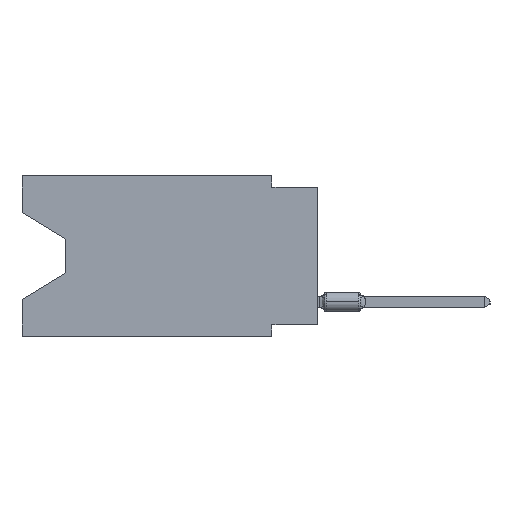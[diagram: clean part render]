
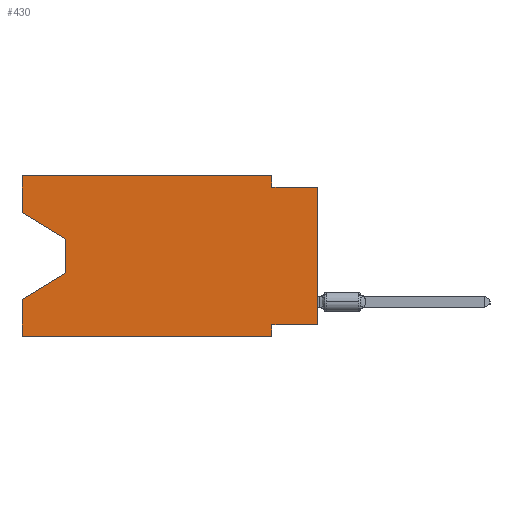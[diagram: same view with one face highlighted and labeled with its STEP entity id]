
A CAD part, left-side view. The second image highlights one B-rep face of the part: STEP entity #430.
In plain terms, the highlighted planar face has unit normal (-1, 0, 0).
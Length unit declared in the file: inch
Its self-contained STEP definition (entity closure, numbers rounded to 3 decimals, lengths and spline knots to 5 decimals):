
#252 = FACE_OUTER_BOUND ( 'NONE', #2366, .T. ) ;
#430 = ADVANCED_FACE ( 'NONE', ( #252 ), #22079, .F. ) ;
#1289 = CARTESIAN_POINT ( 'NONE',  ( 0., 0.1, -0.325 ) ) ;
#2016 = LINE ( 'NONE', #39596, #26676 ) ;
#2366 = EDGE_LOOP ( 'NONE', ( #61641, #14444, #10668, #45360, #13610, #55072, #53044, #14026, #4287, #38809, #61769, #34736 ) ) ;
#2949 = VERTEX_POINT ( 'NONE', #1289 ) ;
#3634 = VECTOR ( 'NONE', #52910, 39.37008 ) ;
#4287 = ORIENTED_EDGE ( 'NONE', *, *, #29298, .F. ) ;
#5073 = LINE ( 'NONE', #26896, #27381 ) ;
#5786 = LINE ( 'NONE', #59092, #57139 ) ;
#6736 = CARTESIAN_POINT ( 'NONE',  ( 0., 0.1, -0.025 ) ) ;
#7040 = VECTOR ( 'NONE', #63333, 39.37008 ) ;
#7723 = DIRECTION ( 'NONE',  ( 1., 0., 0. ) ) ;
#10668 = ORIENTED_EDGE ( 'NONE', *, *, #26718, .T. ) ;
#10782 = VERTEX_POINT ( 'NONE', #6736 ) ;
#11462 = LINE ( 'NONE', #55787, #57147 ) ;
#12558 = CARTESIAN_POINT ( 'NONE',  ( 0., 0.645, 0. ) ) ;
#13610 = ORIENTED_EDGE ( 'NONE', *, *, #67851, .T. ) ;
#13779 = LINE ( 'NONE', #63457, #28262 ) ;
#13960 = EDGE_CURVE ( 'NONE', #42483, #21375, #30375, .T. ) ;
#14026 = ORIENTED_EDGE ( 'NONE', *, *, #52943, .T. ) ;
#14118 = DIRECTION ( 'NONE',  ( 0., -0.855, -0.519 ) ) ;
#14252 = LINE ( 'NONE', #63603, #3634 ) ;
#14444 = ORIENTED_EDGE ( 'NONE', *, *, #13960, .T. ) ;
#14702 = DIRECTION ( 'NONE',  ( 0., 0., -1. ) ) ;
#16066 = CARTESIAN_POINT ( 'NONE',  ( 0., 0.1, -0.35 ) ) ;
#18705 = EDGE_CURVE ( 'NONE', #24607, #59561, #53969, .T. ) ;
#18749 = VERTEX_POINT ( 'NONE', #49310 ) ;
#19577 = CARTESIAN_POINT ( 'NONE',  ( 0., 0., -0.325 ) ) ;
#21375 = VERTEX_POINT ( 'NONE', #35986 ) ;
#21487 = LINE ( 'NONE', #43293, #70733 ) ;
#22079 = PLANE ( 'NONE',  #23361 ) ;
#22498 = VECTOR ( 'NONE', #47910, 39.37008 ) ;
#22787 = VERTEX_POINT ( 'NONE', #28958 ) ;
#23361 = AXIS2_PLACEMENT_3D ( 'NONE', #43878, #7723, #57448 ) ;
#24607 = VERTEX_POINT ( 'NONE', #69777 ) ;
#24643 = EDGE_CURVE ( 'NONE', #2949, #66587, #21487, .T. ) ;
#24922 = LINE ( 'NONE', #36356, #36946 ) ;
#25102 = LINE ( 'NONE', #29746, #7040 ) ;
#26676 = VECTOR ( 'NONE', #29556, 39.37008 ) ;
#26718 = EDGE_CURVE ( 'NONE', #21375, #18749, #25102, .T. ) ;
#26896 = CARTESIAN_POINT ( 'NONE',  ( 0., 0.1, 0. ) ) ;
#27381 = VECTOR ( 'NONE', #49097, 39.37008 ) ;
#28262 = VECTOR ( 'NONE', #14118, 39.37008 ) ;
#28958 = CARTESIAN_POINT ( 'NONE',  ( 0., 0.645, -0.35 ) ) ;
#29298 = EDGE_CURVE ( 'NONE', #10782, #47671, #14252, .T. ) ;
#29556 = DIRECTION ( 'NONE',  ( 0., 0., 1. ) ) ;
#29746 = CARTESIAN_POINT ( 'NONE',  ( 0., 0.55, -0.212 ) ) ;
#30375 = LINE ( 'NONE', #52582, #22498 ) ;
#32598 = DIRECTION ( 'NONE',  ( 0., 0., 1. ) ) ;
#33954 = DIRECTION ( 'NONE',  ( 0., -1., 0. ) ) ;
#34736 = ORIENTED_EDGE ( 'NONE', *, *, #18705, .F. ) ;
#34994 = VERTEX_POINT ( 'NONE', #52417 ) ;
#35986 = CARTESIAN_POINT ( 'NONE',  ( 0., 0.55, -0.212 ) ) ;
#36090 = DIRECTION ( 'NONE',  ( 0., 0., 1. ) ) ;
#36276 = EDGE_CURVE ( 'NONE', #59561, #34994, #11462, .T. ) ;
#36356 = CARTESIAN_POINT ( 'NONE',  ( 0., 0., -0.325 ) ) ;
#36946 = VECTOR ( 'NONE', #41706, 39.37008 ) ;
#38809 = ORIENTED_EDGE ( 'NONE', *, *, #70383, .F. ) ;
#39596 = CARTESIAN_POINT ( 'NONE',  ( 0., 0.645, 0. ) ) ;
#41706 = DIRECTION ( 'NONE',  ( 0., 1., 0. ) ) ;
#42483 = VERTEX_POINT ( 'NONE', #67373 ) ;
#43293 = CARTESIAN_POINT ( 'NONE',  ( 0., 0.1, -0.35 ) ) ;
#43711 = CARTESIAN_POINT ( 'NONE',  ( 0., 0.645, -0.35 ) ) ;
#43878 = CARTESIAN_POINT ( 'NONE',  ( 0., 0.645, 0. ) ) ;
#45360 = ORIENTED_EDGE ( 'NONE', *, *, #61851, .F. ) ;
#46853 = CARTESIAN_POINT ( 'NONE',  ( 0., 0.645, 0. ) ) ;
#47395 = CARTESIAN_POINT ( 'NONE',  ( 0., 0., -0.025 ) ) ;
#47671 = VERTEX_POINT ( 'NONE', #47395 ) ;
#47910 = DIRECTION ( 'NONE',  ( 0., 0., -1. ) ) ;
#49097 = DIRECTION ( 'NONE',  ( 0., 0., -1. ) ) ;
#49310 = CARTESIAN_POINT ( 'NONE',  ( 0., 0.645, -0.26975 ) ) ;
#49438 = LINE ( 'NONE', #43711, #68214 ) ;
#49523 = VERTEX_POINT ( 'NONE', #19577 ) ;
#49905 = EDGE_CURVE ( 'NONE', #24607, #42483, #13779, .T. ) ;
#49932 = VECTOR ( 'NONE', #36090, 39.37008 ) ;
#52417 = CARTESIAN_POINT ( 'NONE',  ( 0., 0.1, 0. ) ) ;
#52582 = CARTESIAN_POINT ( 'NONE',  ( 0., 0.55, -0.138 ) ) ;
#52910 = DIRECTION ( 'NONE',  ( 0., -1., 0. ) ) ;
#52943 = EDGE_CURVE ( 'NONE', #49523, #47671, #5786, .T. ) ;
#53044 = ORIENTED_EDGE ( 'NONE', *, *, #62021, .F. ) ;
#53969 = LINE ( 'NONE', #46853, #49932 ) ;
#55072 = ORIENTED_EDGE ( 'NONE', *, *, #24643, .F. ) ;
#55787 = CARTESIAN_POINT ( 'NONE',  ( 0., 0.645, 0. ) ) ;
#57139 = VECTOR ( 'NONE', #32598, 39.37008 ) ;
#57147 = VECTOR ( 'NONE', #33954, 39.37008 ) ;
#57448 = DIRECTION ( 'NONE',  ( 0., 0., -1. ) ) ;
#58747 = DIRECTION ( 'NONE',  ( 0., -1., 0. ) ) ;
#59092 = CARTESIAN_POINT ( 'NONE',  ( 0., 0., 0. ) ) ;
#59561 = VERTEX_POINT ( 'NONE', #12558 ) ;
#61641 = ORIENTED_EDGE ( 'NONE', *, *, #49905, .T. ) ;
#61769 = ORIENTED_EDGE ( 'NONE', *, *, #36276, .F. ) ;
#61851 = EDGE_CURVE ( 'NONE', #22787, #18749, #2016, .T. ) ;
#62021 = EDGE_CURVE ( 'NONE', #49523, #2949, #24922, .T. ) ;
#63333 = DIRECTION ( 'NONE',  ( 0., 0.855, -0.519 ) ) ;
#63457 = CARTESIAN_POINT ( 'NONE',  ( 0., 0.645, -0.08025 ) ) ;
#63603 = CARTESIAN_POINT ( 'NONE',  ( 0., 0., -0.025 ) ) ;
#66587 = VERTEX_POINT ( 'NONE', #16066 ) ;
#67373 = CARTESIAN_POINT ( 'NONE',  ( 0., 0.55, -0.138 ) ) ;
#67851 = EDGE_CURVE ( 'NONE', #22787, #66587, #49438, .T. ) ;
#68214 = VECTOR ( 'NONE', #58747, 39.37008 ) ;
#69777 = CARTESIAN_POINT ( 'NONE',  ( 0., 0.645, -0.08025 ) ) ;
#70383 = EDGE_CURVE ( 'NONE', #34994, #10782, #5073, .T. ) ;
#70733 = VECTOR ( 'NONE', #14702, 39.37008 ) ;
